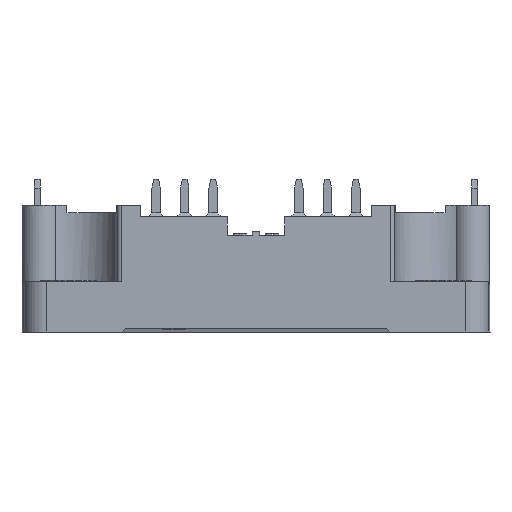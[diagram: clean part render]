
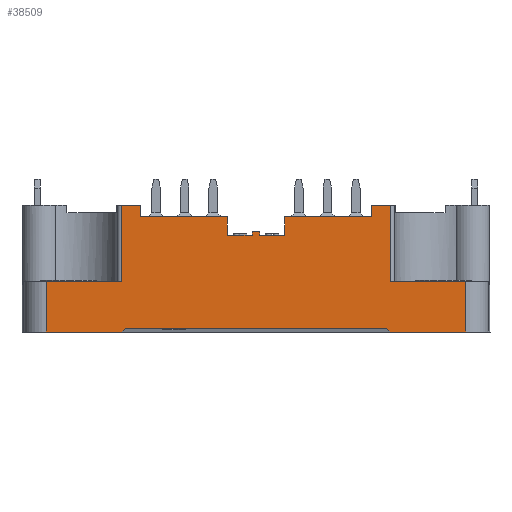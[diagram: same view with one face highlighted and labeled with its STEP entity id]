
A CAD part, left-side view. The second image highlights one B-rep face of the part: STEP entity #38509.
In plain terms, the highlighted planar face has unit normal (-1, 0, 0).
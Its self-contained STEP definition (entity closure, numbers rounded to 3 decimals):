
#771=PLANE('',#41304);
#2848=LINE('',#57099,#5325);
#2850=LINE('',#57103,#5327);
#2856=LINE('',#57118,#5333);
#2863=LINE('',#57134,#5340);
#2864=LINE('',#57138,#5341);
#2865=LINE('',#57142,#5342);
#2868=LINE('',#57156,#5345);
#3057=LINE('',#57961,#5534);
#3085=LINE('',#58023,#5562);
#3353=LINE('',#58768,#5830);
#3354=LINE('',#58770,#5831);
#3355=LINE('',#58772,#5832);
#3356=LINE('',#58774,#5833);
#3357=LINE('',#58776,#5834);
#3358=LINE('',#58778,#5835);
#3359=LINE('',#58780,#5836);
#3360=LINE('',#58782,#5837);
#3361=LINE('',#58784,#5838);
#3362=LINE('',#58786,#5839);
#3363=LINE('',#58788,#5840);
#3364=LINE('',#58790,#5841);
#3365=LINE('',#58792,#5842);
#3366=LINE('',#58793,#5843);
#3367=LINE('',#58794,#5844);
#5325=VECTOR('',#47426,1000.);
#5327=VECTOR('',#47430,1000.);
#5333=VECTOR('',#47440,1000.);
#5340=VECTOR('',#47451,1000.);
#5341=VECTOR('',#47456,1000.);
#5342=VECTOR('',#47461,1000.);
#5345=VECTOR('',#47474,1000.);
#5534=VECTOR('',#48183,1000.);
#5562=VECTOR('',#48245,1000.);
#5830=VECTOR('',#48949,1000.);
#5831=VECTOR('',#48950,1000.);
#5832=VECTOR('',#48951,1000.);
#5833=VECTOR('',#48952,1000.);
#5834=VECTOR('',#48953,1000.);
#5835=VECTOR('',#48954,1000.);
#5836=VECTOR('',#48955,1000.);
#5837=VECTOR('',#48956,1000.);
#5838=VECTOR('',#48957,1000.);
#5839=VECTOR('',#48958,1000.);
#5840=VECTOR('',#48959,1000.);
#5841=VECTOR('',#48960,1000.);
#5842=VECTOR('',#48961,1000.);
#5843=VECTOR('',#48962,1000.);
#5844=VECTOR('',#48963,1000.);
#13161=ORIENTED_EDGE('',*,*,#17334,.T.);
#13162=ORIENTED_EDGE('',*,*,#17667,.T.);
#13163=ORIENTED_EDGE('',*,*,#18047,.F.);
#13164=ORIENTED_EDGE('',*,*,#18048,.T.);
#13165=ORIENTED_EDGE('',*,*,#18049,.T.);
#13166=ORIENTED_EDGE('',*,*,#18050,.T.);
#13167=ORIENTED_EDGE('',*,*,#18051,.F.);
#13168=ORIENTED_EDGE('',*,*,#18052,.F.);
#13169=ORIENTED_EDGE('',*,*,#18053,.F.);
#13170=ORIENTED_EDGE('',*,*,#18054,.T.);
#13171=ORIENTED_EDGE('',*,*,#18055,.F.);
#13172=ORIENTED_EDGE('',*,*,#18056,.T.);
#13173=ORIENTED_EDGE('',*,*,#18057,.T.);
#13174=ORIENTED_EDGE('',*,*,#18058,.F.);
#13175=ORIENTED_EDGE('',*,*,#18059,.F.);
#13176=ORIENTED_EDGE('',*,*,#17698,.T.);
#13177=ORIENTED_EDGE('',*,*,#17327,.T.);
#13178=ORIENTED_EDGE('',*,*,#17325,.T.);
#13179=ORIENTED_EDGE('',*,*,#17323,.F.);
#13180=ORIENTED_EDGE('',*,*,#18060,.T.);
#13181=ORIENTED_EDGE('',*,*,#17315,.F.);
#13182=ORIENTED_EDGE('',*,*,#18061,.T.);
#13183=ORIENTED_EDGE('',*,*,#17308,.F.);
#13184=ORIENTED_EDGE('',*,*,#17306,.F.);
#17306=EDGE_CURVE('',#20481,#20480,#2848,.T.);
#17308=EDGE_CURVE('',#20480,#20483,#2850,.T.);
#17315=EDGE_CURVE('',#20489,#20490,#2856,.T.);
#17323=EDGE_CURVE('',#20496,#20497,#2863,.T.);
#17325=EDGE_CURVE('',#20498,#20497,#2864,.T.);
#17327=EDGE_CURVE('',#20499,#20498,#2865,.T.);
#17334=EDGE_CURVE('',#20481,#20504,#2868,.T.);
#17667=EDGE_CURVE('',#20504,#20684,#3057,.T.);
#17698=EDGE_CURVE('',#20702,#20499,#3085,.T.);
#18047=EDGE_CURVE('',#20893,#20684,#3353,.T.);
#18048=EDGE_CURVE('',#20893,#20894,#3354,.T.);
#18049=EDGE_CURVE('',#20894,#20895,#3355,.T.);
#18050=EDGE_CURVE('',#20895,#20896,#3356,.T.);
#18051=EDGE_CURVE('',#20897,#20896,#3357,.T.);
#18052=EDGE_CURVE('',#20898,#20897,#3358,.T.);
#18053=EDGE_CURVE('',#20899,#20898,#3359,.T.);
#18054=EDGE_CURVE('',#20899,#20900,#3360,.T.);
#18055=EDGE_CURVE('',#20901,#20900,#3361,.T.);
#18056=EDGE_CURVE('',#20901,#20902,#3362,.T.);
#18057=EDGE_CURVE('',#20902,#20903,#3363,.T.);
#18058=EDGE_CURVE('',#20904,#20903,#3364,.T.);
#18059=EDGE_CURVE('',#20702,#20904,#3365,.T.);
#18060=EDGE_CURVE('',#20496,#20490,#3366,.T.);
#18061=EDGE_CURVE('',#20489,#20483,#3367,.T.);
#20480=VERTEX_POINT('',#57096);
#20481=VERTEX_POINT('',#57098);
#20483=VERTEX_POINT('',#57104);
#20489=VERTEX_POINT('',#57117);
#20490=VERTEX_POINT('',#57119);
#20496=VERTEX_POINT('',#57133);
#20497=VERTEX_POINT('',#57135);
#20498=VERTEX_POINT('',#57139);
#20499=VERTEX_POINT('',#57143);
#20504=VERTEX_POINT('',#57155);
#20684=VERTEX_POINT('',#57960);
#20702=VERTEX_POINT('',#58024);
#20893=VERTEX_POINT('',#58769);
#20894=VERTEX_POINT('',#58771);
#20895=VERTEX_POINT('',#58773);
#20896=VERTEX_POINT('',#58775);
#20897=VERTEX_POINT('',#58777);
#20898=VERTEX_POINT('',#58779);
#20899=VERTEX_POINT('',#58781);
#20900=VERTEX_POINT('',#58783);
#20901=VERTEX_POINT('',#58785);
#20902=VERTEX_POINT('',#58787);
#20903=VERTEX_POINT('',#58789);
#20904=VERTEX_POINT('',#58791);
#23928=EDGE_LOOP('',(#13161,#13162,#13163,#13164,#13165,#13166,#13167,#13168,
#13169,#13170,#13171,#13172,#13173,#13174,#13175,#13176,#13177,#13178,#13179,
#13180,#13181,#13182,#13183,#13184));
#25582=FACE_BOUND('',#23928,.T.);
#38509=ADVANCED_FACE('',(#25582),#771,.T.);
#41304=AXIS2_PLACEMENT_3D('',#58767,#48947,#48948);
#47426=DIRECTION('',(0.,0.,-1.));
#47430=DIRECTION('',(0.,1.,0.));
#47440=DIRECTION('',(0.,1.,0.));
#47451=DIRECTION('',(0.,1.,0.));
#47456=DIRECTION('',(0.,0.,-1.));
#47461=DIRECTION('',(0.,1.,0.));
#47474=DIRECTION('',(0.,1.,0.));
#48183=DIRECTION('',(0.,0.,1.));
#48245=DIRECTION('',(0.,0.,-1.));
#48947=DIRECTION('',(-1.,0.,0.));
#48948=DIRECTION('',(0.,-1.,0.));
#48949=DIRECTION('',(0.,-1.,0.));
#48950=DIRECTION('',(0.,0.,-1.));
#48951=DIRECTION('',(0.,1.,0.));
#48952=DIRECTION('',(0.,0.,-1.));
#48953=DIRECTION('',(0.,-1.,0.));
#48954=DIRECTION('',(0.,0.,-1.));
#48955=DIRECTION('',(0.,-1.,0.));
#48956=DIRECTION('',(0.,0.,-1.));
#48957=DIRECTION('',(0.,-1.,0.));
#48958=DIRECTION('',(0.,0.,1.));
#48959=DIRECTION('',(0.,1.,0.));
#48960=DIRECTION('',(0.,0.,-1.));
#48961=DIRECTION('',(0.,-1.,0.));
#48962=DIRECTION('',(0.,-0.707,0.707));
#48963=DIRECTION('',(0.,-0.707,-0.707));
#57096=CARTESIAN_POINT('',(-61.,-28.,0.));
#57098=CARTESIAN_POINT('',(-61.,-28.,6.7));
#57099=CARTESIAN_POINT('',(-61.,-28.,4.9));
#57103=CARTESIAN_POINT('',(-61.,-28.,0.));
#57104=CARTESIAN_POINT('',(-61.,-17.9,0.));
#57117=CARTESIAN_POINT('',(-61.,-17.4,0.5));
#57118=CARTESIAN_POINT('',(-61.,17.4,0.5));
#57119=CARTESIAN_POINT('',(-61.,17.4,0.5));
#57133=CARTESIAN_POINT('',(-61.,17.9,0.));
#57134=CARTESIAN_POINT('',(-61.,-28.,0.));
#57135=CARTESIAN_POINT('',(-61.,28.,0.));
#57138=CARTESIAN_POINT('',(-61.,28.,4.9));
#57139=CARTESIAN_POINT('',(-61.,28.,6.7));
#57142=CARTESIAN_POINT('',(-61.,-28.,6.7));
#57143=CARTESIAN_POINT('',(-61.,18.,6.7));
#57155=CARTESIAN_POINT('',(-61.,-18.,6.7));
#57156=CARTESIAN_POINT('',(-61.,-28.,6.7));
#57960=CARTESIAN_POINT('',(-61.,-18.,16.9));
#57961=CARTESIAN_POINT('',(-61.,-18.,16.9));
#58023=CARTESIAN_POINT('',(-61.,18.,6.7));
#58024=CARTESIAN_POINT('',(-61.,18.,16.9));
#58767=CARTESIAN_POINT('',(-61.,-28.,4.9));
#58768=CARTESIAN_POINT('',(-61.,-25.,16.9));
#58769=CARTESIAN_POINT('',(-61.,-15.41,16.9));
#58770=CARTESIAN_POINT('',(-61.,-15.41,16.9));
#58771=CARTESIAN_POINT('',(-61.,-15.41,15.4));
#58772=CARTESIAN_POINT('',(-61.,-28.,15.4));
#58773=CARTESIAN_POINT('',(-61.,-3.81,15.4));
#58774=CARTESIAN_POINT('',(-61.,-3.81,4.9));
#58775=CARTESIAN_POINT('',(-61.,-3.81,12.9));
#58776=CARTESIAN_POINT('',(-61.,7.624,12.9));
#58777=CARTESIAN_POINT('',(-61.,-0.5,12.9));
#58778=CARTESIAN_POINT('',(-61.,-0.5,4.9));
#58779=CARTESIAN_POINT('',(-61.,-0.5,13.4));
#58780=CARTESIAN_POINT('',(-61.,-31.,13.4));
#58781=CARTESIAN_POINT('',(-61.,0.5,13.4));
#58782=CARTESIAN_POINT('',(-61.,0.5,4.9));
#58783=CARTESIAN_POINT('',(-61.,0.5,12.9));
#58784=CARTESIAN_POINT('',(-61.,7.624,12.9));
#58785=CARTESIAN_POINT('',(-61.,3.81,12.9));
#58786=CARTESIAN_POINT('',(-61.,3.81,4.9));
#58787=CARTESIAN_POINT('',(-61.,3.81,15.4));
#58788=CARTESIAN_POINT('',(-61.,-28.,15.4));
#58789=CARTESIAN_POINT('',(-61.,15.41,15.4));
#58790=CARTESIAN_POINT('',(-61.,15.41,16.9));
#58791=CARTESIAN_POINT('',(-61.,15.41,16.9));
#58792=CARTESIAN_POINT('',(-61.,-25.,16.9));
#58793=CARTESIAN_POINT('',(-61.,-7.5,25.4));
#58794=CARTESIAN_POINT('',(-61.,-17.4,0.5));
